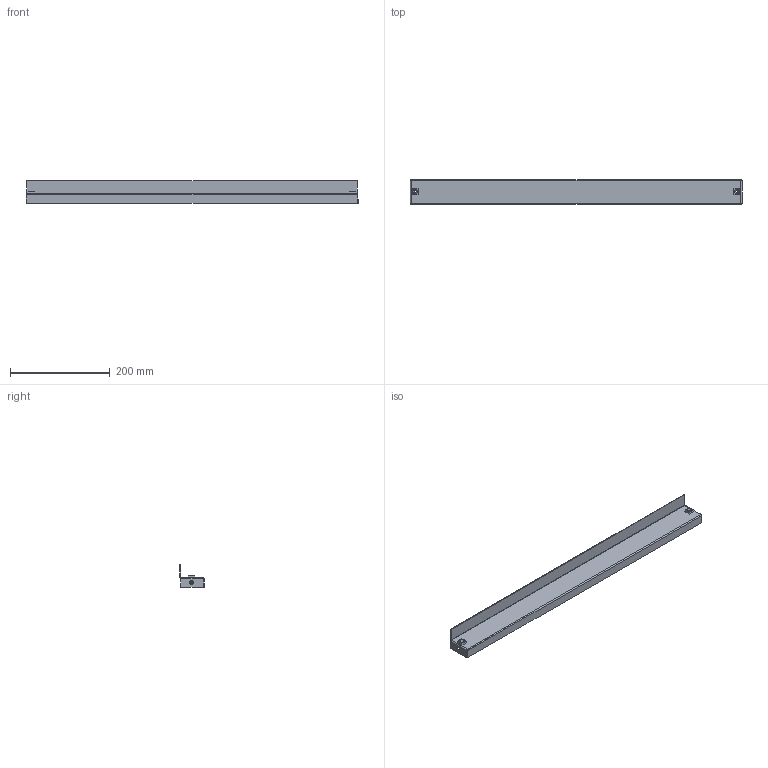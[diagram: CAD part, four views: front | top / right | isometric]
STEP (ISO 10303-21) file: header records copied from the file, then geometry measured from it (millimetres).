
FILE_DESCRIPTION (( 'STEP AP214' ), '1' );
FILE_NAME ('R5PCD80.STEP', '2014-03-05T06:21:45', ( '' ), ( '' ), 'SwSTEP 2.0', 'SolidWorks 2012', '' );
FILE_SCHEMA (( 'AUTOMOTIVE_DESIGN' ));
Length unit declared in the file: millimetre
Products named in the file (3): AC00C129_Ïî óìîë÷àíèþ; Pannello compensazione distribuzione_800; R5PCD80
Assembly tree (3 placements, depth 2):
  R5PCD80
    Pannello compensazione distribuzione_800
    AC00C129_Ïî óìîë÷àíèþ  x2
Bounding box: 665 x 49 x 45.5 mm (x, y, z)
Volume: 95321.2 mm3; surface area: 129503.2 mm2
Topology: 3 solids, 3 shells, 164 faces, 440 edges, 282 vertices
Faces by surface type: plane 106, cylinder 36, cone 14, bspline 8
Entity records: 4335 total; most frequent: CARTESIAN_POINT 1734, ORIENTED_EDGE 552, DIRECTION 445, EDGE_CURVE 276, LINE 205, VECTOR 205, VERTEX_POINT 173, AXIS2_PLACEMENT_3D 120
